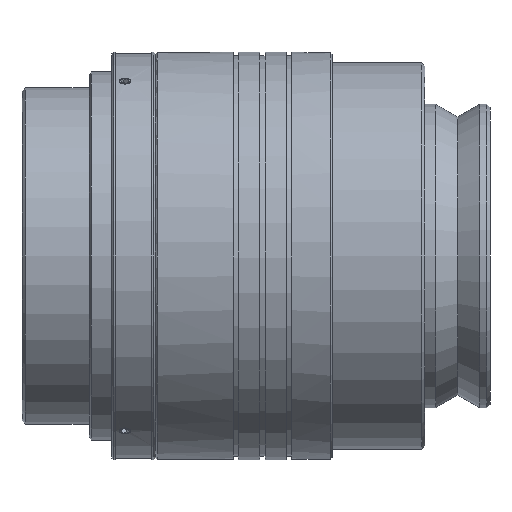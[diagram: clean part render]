
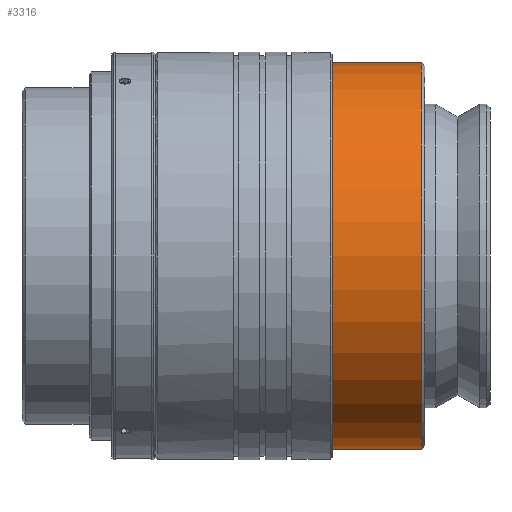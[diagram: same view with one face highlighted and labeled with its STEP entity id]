
A CAD part, front view. The second image highlights one B-rep face of the part: STEP entity #3316.
In plain terms, the highlighted cylindrical face has radius 28.321 mm (diameter 56.642 mm), a full revolution.
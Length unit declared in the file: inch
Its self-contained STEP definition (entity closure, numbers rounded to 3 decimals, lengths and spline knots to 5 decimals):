
#273=CIRCLE('',#3681,1.115);
#274=CIRCLE('',#3682,1.115);
#277=CIRCLE('',#3687,1.115);
#278=CIRCLE('',#3688,1.115);
#407=CYLINDRICAL_SURFACE('',#3686,1.115);
#550=FACE_OUTER_BOUND('',#770,.T.);
#770=EDGE_LOOP('',(#2697,#2698,#2699,#2700,#2701,#2702));
#984=LINE('',#6115,#1190);
#1190=VECTOR('',#4506,1.115);
#1510=VERTEX_POINT('',#6103);
#1511=VERTEX_POINT('',#6105);
#1514=VERTEX_POINT('',#6114);
#1515=VERTEX_POINT('',#6116);
#1938=EDGE_CURVE('',#1510,#1511,#273,.T.);
#1939=EDGE_CURVE('',#1511,#1510,#274,.T.);
#1942=EDGE_CURVE('',#1511,#1514,#984,.T.);
#1943=EDGE_CURVE('',#1515,#1514,#277,.T.);
#1944=EDGE_CURVE('',#1514,#1515,#278,.T.);
#2697=ORIENTED_EDGE('',*,*,#1938,.F.);
#2698=ORIENTED_EDGE('',*,*,#1939,.F.);
#2699=ORIENTED_EDGE('',*,*,#1942,.T.);
#2700=ORIENTED_EDGE('',*,*,#1943,.F.);
#2701=ORIENTED_EDGE('',*,*,#1944,.F.);
#2702=ORIENTED_EDGE('',*,*,#1942,.F.);
#3316=ADVANCED_FACE('',(#550),#407,.T.);
#3681=AXIS2_PLACEMENT_3D('',#6106,#4494,#4495);
#3682=AXIS2_PLACEMENT_3D('',#6107,#4496,#4497);
#3686=AXIS2_PLACEMENT_3D('',#6113,#4504,#4505);
#3687=AXIS2_PLACEMENT_3D('',#6117,#4507,#4508);
#3688=AXIS2_PLACEMENT_3D('',#6118,#4509,#4510);
#4494=DIRECTION('center_axis',(1.,0.,0.));
#4495=DIRECTION('ref_axis',(0.,-1.,0.));
#4496=DIRECTION('center_axis',(1.,0.,0.));
#4497=DIRECTION('ref_axis',(0.,-1.,0.));
#4504=DIRECTION('center_axis',(1.,0.,0.));
#4505=DIRECTION('ref_axis',(0.,1.,0.));
#4506=DIRECTION('',(-1.,0.,0.));
#4507=DIRECTION('center_axis',(-1.,0.,0.));
#4508=DIRECTION('ref_axis',(0.,1.,0.));
#4509=DIRECTION('center_axis',(-1.,0.,0.));
#4510=DIRECTION('ref_axis',(0.,1.,0.));
#6103=CARTESIAN_POINT('',(2.015,1.115,0.));
#6105=CARTESIAN_POINT('',(2.015,-1.115,0.));
#6106=CARTESIAN_POINT('Origin',(2.015,0.,0.));
#6107=CARTESIAN_POINT('Origin',(2.015,0.,0.));
#6113=CARTESIAN_POINT('Origin',(1.7675,0.,0.));
#6114=CARTESIAN_POINT('',(1.5,-1.115,0.));
#6115=CARTESIAN_POINT('',(1.7675,-1.115,0.));
#6116=CARTESIAN_POINT('',(1.5,1.115,0.));
#6117=CARTESIAN_POINT('Origin',(1.5,0.,0.));
#6118=CARTESIAN_POINT('Origin',(1.5,0.,0.));
